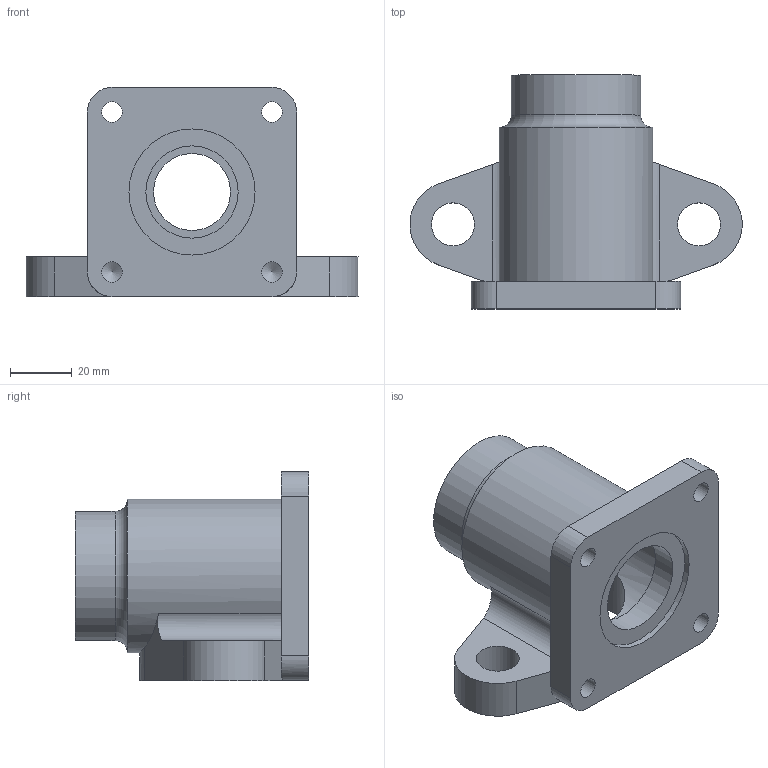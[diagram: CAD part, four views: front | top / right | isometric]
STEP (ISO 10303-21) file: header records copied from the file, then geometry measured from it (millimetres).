
FILE_DESCRIPTION(/* description */ (''),/* implementation_level */ '2;1');
FILE_NAME(/* name */ 'Part 062.stp',/* time_stamp */ '2015-02-23T17:57:04+02:00',/* author */ ('SFC'),/* organization */ (''),/* preprocessor_version */ 'ST-DEVELOPER v15.2',/* originating_system */ 'Autodesk Inventor 2014',/* authorisation */ '');
FILE_SCHEMA (('AUTOMOTIVE_DESIGN { 1 0 10303 214 3 1 1 }'));
Length unit declared in the file: millimetre
Products named in the file (1): Part 062
Bounding box: 107.91 x 76 x 68 mm (x, y, z)
Volume: 132726.4 mm3; surface area: 35551.1 mm2
Topology: 1 solids, 1 shells, 47 faces, 118 edges, 76 vertices
Faces by surface type: cylinder 23, plane 17, torus 4, cone 3
Full cylindrical faces by diameter (mm): 6.647 x4, 14 x2, 25 x1, 26 x1, 30 x2, 37 x1, 41 x1, 42 x1, 50 x1
Entity records: 1406 total; most frequent: CARTESIAN_POINT 289, DIRECTION 237, ORIENTED_EDGE 184, AXIS2_PLACEMENT_3D 100, EDGE_CURVE 92, EDGE_LOOP 83, VERTEX_POINT 71, ADVANCED_FACE 47
